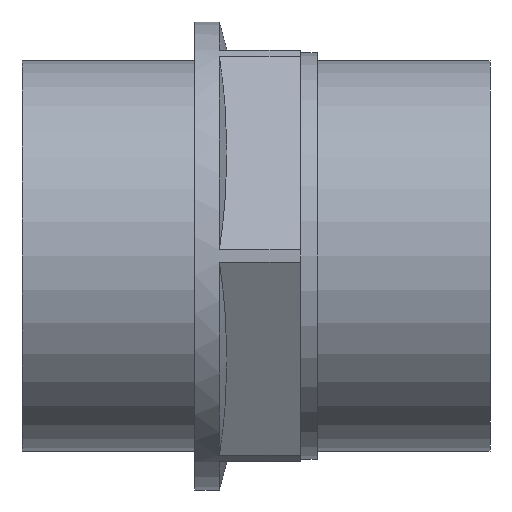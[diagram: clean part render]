
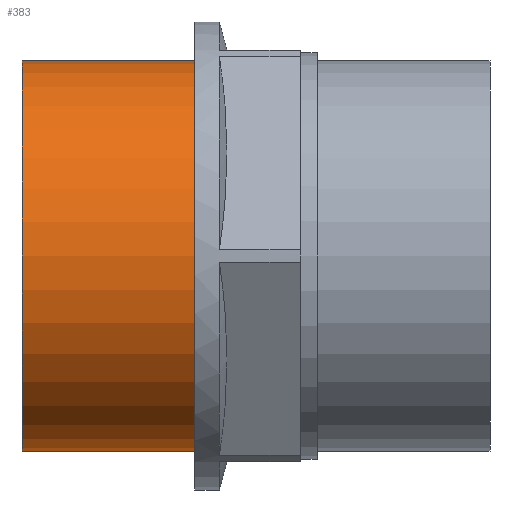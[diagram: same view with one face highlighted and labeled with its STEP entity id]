
A CAD part, front view. The second image highlights one B-rep face of the part: STEP entity #383.
In plain terms, the highlighted cylindrical face has radius 24.2 mm (diameter 48.4 mm), a full revolution.
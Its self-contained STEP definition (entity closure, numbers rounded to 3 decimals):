
#77=CYLINDRICAL_SURFACE($,#412,24.2);
#86=FACE_BOUND($,#124,.T.);
#98=FACE_OUTER_BOUND($,#123,.T.);
#123=EDGE_LOOP($,(#276));
#124=EDGE_LOOP($,(#277));
#159=CIRCLE($,#413,24.2);
#160=CIRCLE($,#414,24.2);
#182=VERTEX_POINT($,#577);
#183=VERTEX_POINT($,#579);
#223=EDGE_CURVE($,#182,#182,#159,.T.);
#224=EDGE_CURVE($,#183,#183,#160,.T.);
#276=ORIENTED_EDGE($,*,*,#223,.T.);
#277=ORIENTED_EDGE($,*,*,#224,.F.);
#383=ADVANCED_FACE($,(#98,#86),#77,.T.);
#412=AXIS2_PLACEMENT_3D($,#576,#464,#465);
#413=AXIS2_PLACEMENT_3D($,#578,#466,#467);
#414=AXIS2_PLACEMENT_3D($,#580,#468,#469);
#464=DIRECTION('center_axis',(-1.,0.,0.));
#465=DIRECTION('ref_axis',(0.,0.,1.));
#466=DIRECTION('center_axis',(-1.,0.,0.));
#467=DIRECTION('ref_axis',(0.,0.,1.));
#468=DIRECTION('center_axis',(-1.,0.,0.));
#469=DIRECTION('ref_axis',(0.,0.,1.));
#576=CARTESIAN_POINT('Origin',(9.7,0.,0.));
#577=CARTESIAN_POINT('',(21.4,0.,-24.2));
#578=CARTESIAN_POINT('Origin',(21.4,0.,0.));
#579=CARTESIAN_POINT('',(0.,0.,-24.2));
#580=CARTESIAN_POINT('Origin',(0.,0.,0.));
